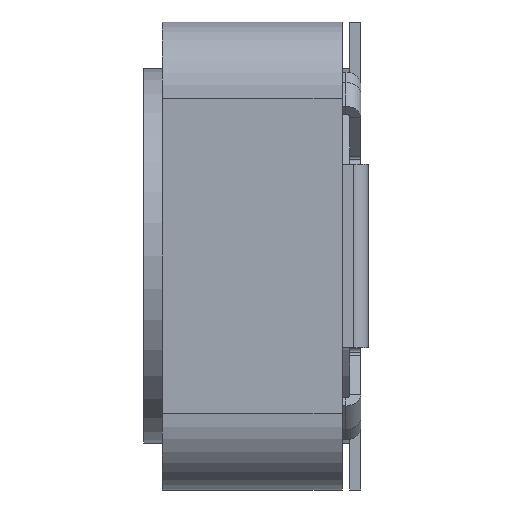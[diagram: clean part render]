
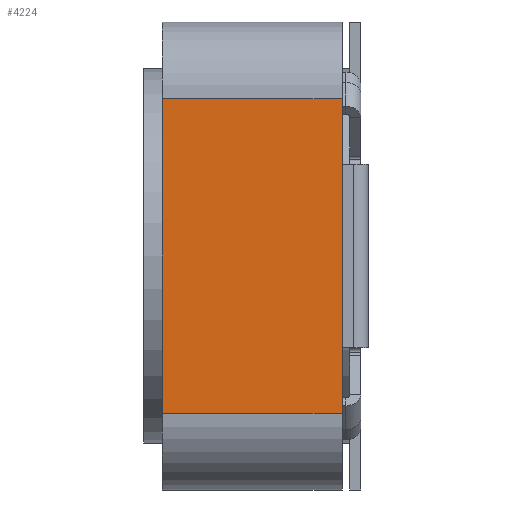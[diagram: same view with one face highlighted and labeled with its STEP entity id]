
A CAD part, left-side view. The second image highlights one B-rep face of the part: STEP entity #4224.
In plain terms, the highlighted planar face has unit normal (-1, 0, 0).
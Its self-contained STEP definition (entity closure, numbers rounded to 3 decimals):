
#174 = CARTESIAN_POINT ( 'NONE',  ( -6.25, 0.7, 4.2 ) ) ;
#313 = PLANE ( 'NONE',  #3982 ) ;
#335 = DIRECTION ( 'NONE',  ( 1., 0., 0. ) ) ;
#471 = CARTESIAN_POINT ( 'NONE',  ( -6.25, 5.5, -4.2 ) ) ;
#788 = ORIENTED_EDGE ( 'NONE', *, *, #3452, .F. ) ;
#1104 = VERTEX_POINT ( 'NONE', #471 ) ;
#1533 = ORIENTED_EDGE ( 'NONE', *, *, #6739, .T. ) ;
#1861 = VECTOR ( 'NONE', #2619, 1000. ) ;
#1937 = DIRECTION ( 'NONE',  ( 0., 0., -1. ) ) ;
#1954 = DIRECTION ( 'NONE',  ( 0., 0., -1. ) ) ;
#2619 = DIRECTION ( 'NONE',  ( 0., 0., -1. ) ) ;
#2847 = DIRECTION ( 'NONE',  ( 0., 1., 0. ) ) ;
#2959 = CARTESIAN_POINT ( 'NONE',  ( -6.25, 5.5, 4.2 ) ) ;
#2993 = VERTEX_POINT ( 'NONE', #4244 ) ;
#3452 = EDGE_CURVE ( 'NONE', #2993, #6724, #5929, .T. ) ;
#3660 = FACE_OUTER_BOUND ( 'NONE', #3907, .T. ) ;
#3801 = ORIENTED_EDGE ( 'NONE', *, *, #4168, .T. ) ;
#3850 = LINE ( 'NONE', #2959, #1861 ) ;
#3907 = EDGE_LOOP ( 'NONE', ( #1533, #4496, #788, #3801 ) ) ;
#3982 = AXIS2_PLACEMENT_3D ( 'NONE', #5122, #335, #1937 ) ;
#4060 = LINE ( 'NONE', #5971, #6416 ) ;
#4088 = VERTEX_POINT ( 'NONE', #4850 ) ;
#4168 = EDGE_CURVE ( 'NONE', #2993, #4088, #6247, .T. ) ;
#4224 = ADVANCED_FACE ( 'NONE', ( #3660 ), #313, .F. ) ;
#4244 = CARTESIAN_POINT ( 'NONE',  ( -6.25, 0.7, 4.2 ) ) ;
#4496 = ORIENTED_EDGE ( 'NONE', *, *, #4572, .F. ) ;
#4561 = VECTOR ( 'NONE', #2847, 1000. ) ;
#4572 = EDGE_CURVE ( 'NONE', #6724, #1104, #4060, .T. ) ;
#4843 = DIRECTION ( 'NONE',  ( 0., 1., 0. ) ) ;
#4850 = CARTESIAN_POINT ( 'NONE',  ( -6.25, 5.5, 4.2 ) ) ;
#5122 = CARTESIAN_POINT ( 'NONE',  ( -6.25, 0.7, 4.2 ) ) ;
#5584 = VECTOR ( 'NONE', #1954, 1000. ) ;
#5615 = CARTESIAN_POINT ( 'NONE',  ( -6.25, 0.7, -4.2 ) ) ;
#5929 = LINE ( 'NONE', #6136, #5584 ) ;
#5971 = CARTESIAN_POINT ( 'NONE',  ( -6.25, 0.7, -4.2 ) ) ;
#6136 = CARTESIAN_POINT ( 'NONE',  ( -6.25, 0.7, 4.2 ) ) ;
#6247 = LINE ( 'NONE', #174, #4561 ) ;
#6416 = VECTOR ( 'NONE', #4843, 1000. ) ;
#6724 = VERTEX_POINT ( 'NONE', #5615 ) ;
#6739 = EDGE_CURVE ( 'NONE', #4088, #1104, #3850, .T. ) ;
